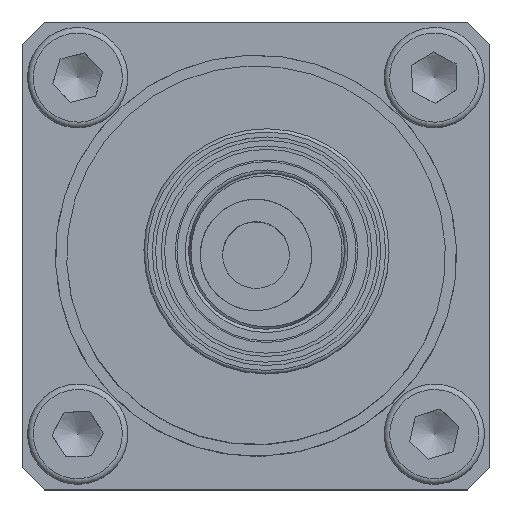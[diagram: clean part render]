
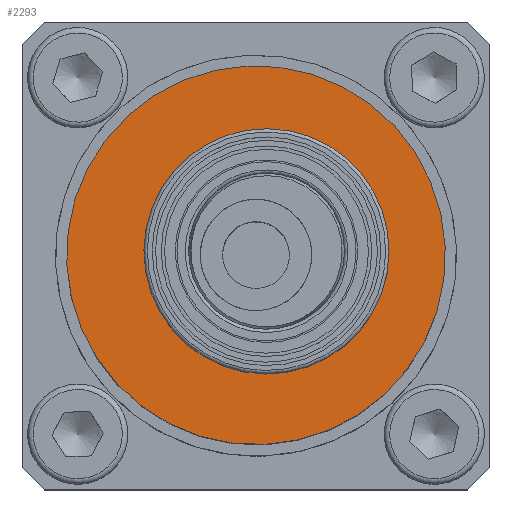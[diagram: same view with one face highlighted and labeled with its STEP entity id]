
A CAD part, top view. The second image highlights one B-rep face of the part: STEP entity #2293.
In plain terms, the highlighted planar face has unit normal (0, 0, 1).
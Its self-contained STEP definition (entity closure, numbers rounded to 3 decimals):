
#309=PLANE('',#2512);
#426=FACE_BOUND('',#760,.T.);
#546=FACE_OUTER_BOUND('',#759,.T.);
#759=EDGE_LOOP('',(#1615));
#760=EDGE_LOOP('',(#1616));
#996=CIRCLE('',#2511,8.5);
#997=CIRCLE('',#2513,4.);
#1112=VERTEX_POINT('',#3583);
#1113=VERTEX_POINT('',#3586);
#1316=EDGE_CURVE('',#1112,#1112,#996,.T.);
#1317=EDGE_CURVE('',#1113,#1113,#997,.T.);
#1615=ORIENTED_EDGE('',*,*,#1316,.F.);
#1616=ORIENTED_EDGE('',*,*,#1317,.T.);
#2293=ADVANCED_FACE('',(#546,#426),#309,.T.);
#2511=AXIS2_PLACEMENT_3D('',#3584,#2891,#2892);
#2512=AXIS2_PLACEMENT_3D('',#3585,#2893,#2894);
#2513=AXIS2_PLACEMENT_3D('',#3587,#2895,#2896);
#2891=DIRECTION('center_axis',(0.,0.,
-1.));
#2892=DIRECTION('ref_axis',(-0.999,-0.048,0.));
#2893=DIRECTION('center_axis',(0.,0.,
1.));
#2894=DIRECTION('ref_axis',(-0.048,0.999,0.));
#2895=DIRECTION('center_axis',(0.,0.,
-1.));
#2896=DIRECTION('ref_axis',(-0.999,-0.048,0.));
#3583=CARTESIAN_POINT('',(-8.49,-0.404,23.1));
#3584=CARTESIAN_POINT('Origin',(0.,0.,
23.1));
#3585=CARTESIAN_POINT('Origin',(-6.243,-0.297,23.1));
#3586=CARTESIAN_POINT('',(-3.995,-0.19,23.1));
#3587=CARTESIAN_POINT('Origin',(0.,0.,
23.1));
